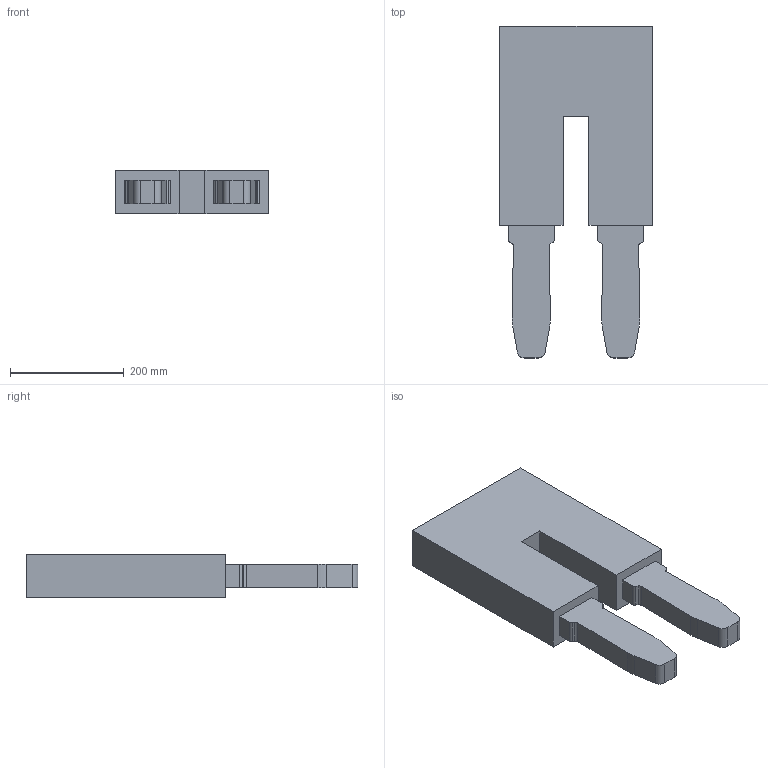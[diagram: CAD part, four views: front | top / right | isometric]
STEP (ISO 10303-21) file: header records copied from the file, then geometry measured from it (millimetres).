
FILE_DESCRIPTION((''),'2;1');
FILE_NAME('PRT0001','2018-12-03T',('Administrator'),(''),'PRO/ENGINEER BY PARAMETRIC TECHNOLOGY CORPORATION, 2008380','PRO/ENGINEER BY PARAMETRIC TECHNOLOGY CORPORATION, 2008380','');
FILE_SCHEMA(('CONFIG_CONTROL_DESIGN'));
Length unit declared in the file: inch
Products named in the file (1): PRT0001
Bounding box: 269.23 x 584.19 x 76.2 mm (x, y, z)
Volume: 7757979.4 mm3; surface area: 390700.8 mm2
Topology: 1 solids, 1 shells, 49 faces, 135 edges, 90 vertices
Faces by surface type: plane 33, cylinder 16
Entity records: 1601 total; most frequent: CARTESIAN_POINT 282, ORIENTED_EDGE 270, DIRECTION 261, EDGE_CURVE 135, VECTOR 99, LINE 99, VERTEX_POINT 90, AXIS2_PLACEMENT_3D 81
